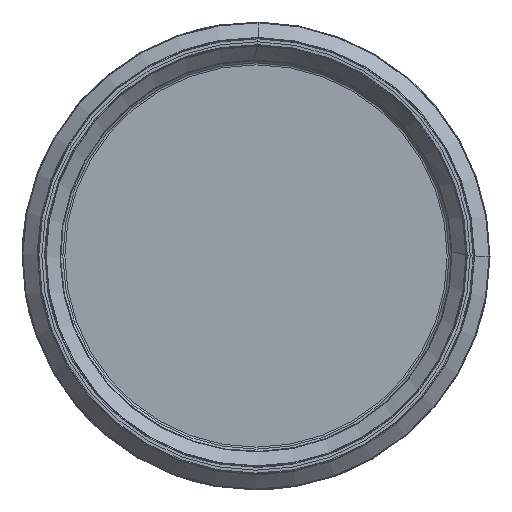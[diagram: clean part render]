
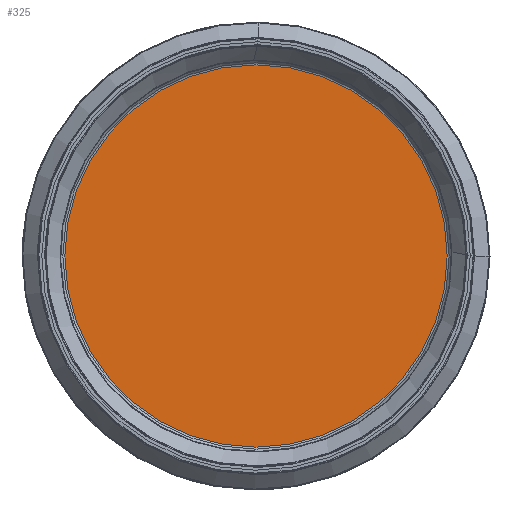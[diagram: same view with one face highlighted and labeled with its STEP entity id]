
A CAD part, left-side view. The second image highlights one B-rep face of the part: STEP entity #325.
In plain terms, the highlighted planar face has unit normal (-1, 0, 0).
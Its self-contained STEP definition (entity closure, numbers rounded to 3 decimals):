
#53=PLANE('',#1385);
#325=ADVANCED_FACE('',(#455),#53,.F.);
#455=FACE_OUTER_BOUND('',#555,.T.);
#555=EDGE_LOOP('',(#969));
#660=CIRCLE('',#1351,70.18);
#969=ORIENTED_EDGE('',*,*,#1180,.T.);
#1034=VERTEX_POINT('',#3030);
#1180=EDGE_CURVE('',#1034,#1034,#660,.T.);
#1351=AXIS2_PLACEMENT_3D('',#3029,#1620,#1621);
#1385=AXIS2_PLACEMENT_3D('',#3115,#1690,#1691);
#1620=DIRECTION('',(-1.,0.,0.));
#1621=DIRECTION('',(0.,0.,1.));
#1690=DIRECTION('',(1.,0.,0.));
#1691=DIRECTION('',(0.,0.,-1.));
#3029=CARTESIAN_POINT('',(8.,0.,0.));
#3030=CARTESIAN_POINT('',(8.,0.,70.18));
#3115=CARTESIAN_POINT('',(8.,50.5,0.));
